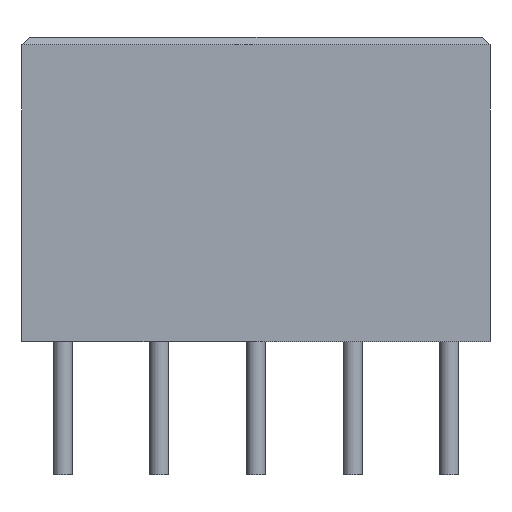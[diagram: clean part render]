
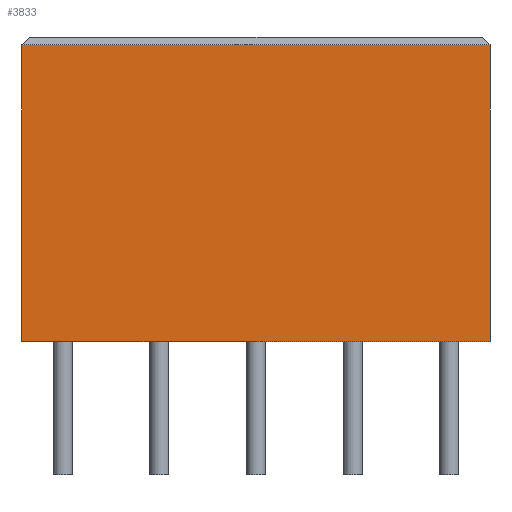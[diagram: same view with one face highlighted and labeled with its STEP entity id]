
A CAD part, front view. The second image highlights one B-rep face of the part: STEP entity #3833.
In plain terms, the highlighted planar face has unit normal (0, -1, 0).
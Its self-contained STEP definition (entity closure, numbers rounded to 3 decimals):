
#92 = VERTEX_POINT ( 'NONE', #1439 ) ;
#338 = CARTESIAN_POINT ( 'NONE',  ( -6.15, -9.5, -0.2 ) ) ;
#397 = EDGE_CURVE ( 'NONE', #1598, #3202, #1503, .T. ) ;
#408 = ORIENTED_EDGE ( 'NONE', *, *, #1024, .T. ) ;
#423 = CARTESIAN_POINT ( 'NONE',  ( 6.15, -9.5, -8. ) ) ;
#426 = VERTEX_POINT ( 'NONE', #3336 ) ;
#428 = ORIENTED_EDGE ( 'NONE', *, *, #1347, .T. ) ;
#779 = DIRECTION ( 'NONE',  ( 0., 0., -1. ) ) ;
#829 = VECTOR ( 'NONE', #3770, 1000. ) ;
#955 = EDGE_LOOP ( 'NONE', ( #1603, #428, #2921, #408 ) ) ;
#1024 = EDGE_CURVE ( 'NONE', #1598, #92, #1803, .T. ) ;
#1347 = EDGE_CURVE ( 'NONE', #426, #3202, #2453, .T. ) ;
#1371 = CARTESIAN_POINT ( 'NONE',  ( -6.15, -9.5, -8. ) ) ;
#1439 = CARTESIAN_POINT ( 'NONE',  ( 6.15, -9.5, -8. ) ) ;
#1503 = LINE ( 'NONE', #2697, #2327 ) ;
#1508 = DIRECTION ( 'NONE',  ( 1., 0., 0. ) ) ;
#1559 = CARTESIAN_POINT ( 'NONE',  ( -6.15, -9.5, -8. ) ) ;
#1598 = VERTEX_POINT ( 'NONE', #1371 ) ;
#1603 = ORIENTED_EDGE ( 'NONE', *, *, #2928, .T. ) ;
#1718 = VECTOR ( 'NONE', #1508, 1000. ) ;
#1746 = VECTOR ( 'NONE', #3667, 1000. ) ;
#1803 = LINE ( 'NONE', #1559, #1718 ) ;
#1819 = DIRECTION ( 'NONE',  ( 0., 0., 1. ) ) ;
#2317 = AXIS2_PLACEMENT_3D ( 'NONE', #2325, #3799, #779 ) ;
#2325 = CARTESIAN_POINT ( 'NONE',  ( -6.15, -9.5, -8. ) ) ;
#2327 = VECTOR ( 'NONE', #1819, 1000. ) ;
#2339 = CARTESIAN_POINT ( 'NONE',  ( -6.15, -9.5, -0.2 ) ) ;
#2453 = LINE ( 'NONE', #338, #1746 ) ;
#2538 = LINE ( 'NONE', #423, #829 ) ;
#2591 = PLANE ( 'NONE',  #2317 ) ;
#2697 = CARTESIAN_POINT ( 'NONE',  ( -6.15, -9.5, -8. ) ) ;
#2921 = ORIENTED_EDGE ( 'NONE', *, *, #397, .F. ) ;
#2928 = EDGE_CURVE ( 'NONE', #92, #426, #2538, .T. ) ;
#3185 = FACE_OUTER_BOUND ( 'NONE', #955, .T. ) ;
#3202 = VERTEX_POINT ( 'NONE', #2339 ) ;
#3336 = CARTESIAN_POINT ( 'NONE',  ( 6.15, -9.5, -0.2 ) ) ;
#3667 = DIRECTION ( 'NONE',  ( -1., 0., 0. ) ) ;
#3770 = DIRECTION ( 'NONE',  ( 0., 0., 1. ) ) ;
#3799 = DIRECTION ( 'NONE',  ( 0., -1., 0. ) ) ;
#3833 = ADVANCED_FACE ( 'NONE', ( #3185 ), #2591, .T. ) ;
